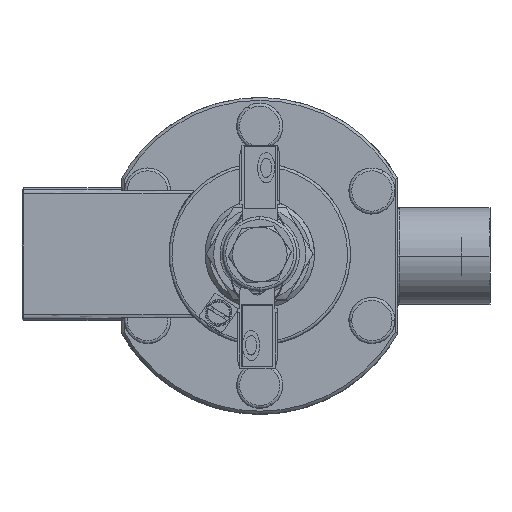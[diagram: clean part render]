
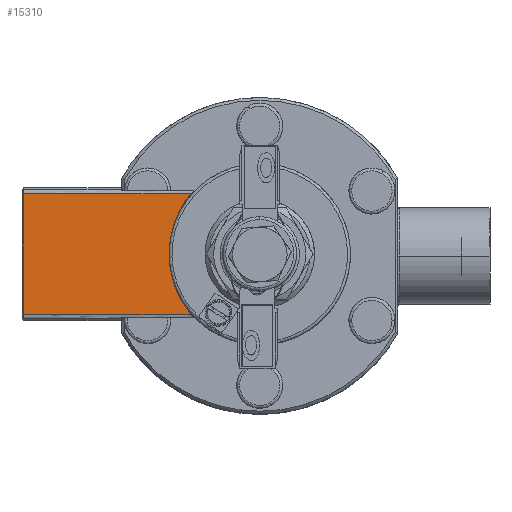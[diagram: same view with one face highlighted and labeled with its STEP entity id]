
A CAD part, top view. The second image highlights one B-rep face of the part: STEP entity #15310.
In plain terms, the highlighted free-form (B-spline) face has degree [1, 1] with [2, 2] control points.
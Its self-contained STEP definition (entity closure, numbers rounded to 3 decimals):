
#8200 = CARTESIAN_POINT ('', (-31.5, 0., 374.692));
#8201 = VERTEX_POINT ('', #8200);
#8281 = CARTESIAN_POINT ('', (-23.804, -21., 374.692));
#8282 = VERTEX_POINT ('', #8281);
#8283 = CARTESIAN_POINT ('', (-23.804, -21., 374.692));
#8284 = CARTESIAN_POINT ('', (-31.5, -11.91, 374.692));
#8285 = CARTESIAN_POINT ('', (-31.5, 0., 374.692));
#8286 = (
   BOUNDED_CURVE ()
   B_SPLINE_CURVE (2, (#8283, #8284, #8285), .UNSPECIFIED., .F., .U.)
   B_SPLINE_CURVE_WITH_KNOTS ((3, 3), (139.748, 180.), .UNSPECIFIED.)
   CURVE ()
   GEOMETRIC_REPRESENTATION_ITEM ()
   RATIONAL_B_SPLINE_CURVE ((1., 0.939, 1.))
   REPRESENTATION_ITEM ('')
);
#8287 = EDGE_CURVE ('', #8282, #8201, #8286, .T.);
#8608 = CARTESIAN_POINT ('', (-82.1, 21., 374.692));
#8609 = VERTEX_POINT ('', #8608);
#8616 = CARTESIAN_POINT ('', (-23.804, 21., 374.692));
#8617 = VERTEX_POINT ('', #8616);
#8618 = CARTESIAN_POINT ('', (-82.1, 21., 374.692));
#8619 = CARTESIAN_POINT ('', (-23.804, 21., 374.692));
#8620 = B_SPLINE_CURVE_WITH_KNOTS ('', 1, (#8618, #8619), .UNSPECIFIED., .F., .U., (2, 2), (0., 1.), .UNSPECIFIED.);
#8621 = EDGE_CURVE ('', #8609, #8617, #8620, .T.);
#14824 = CARTESIAN_POINT ('', (-82.1, -21., 374.692));
#14825 = VERTEX_POINT ('', #14824);
#14831 = CARTESIAN_POINT ('', (-82.1, -21., 374.692));
#14832 = CARTESIAN_POINT ('', (-82.1, 21., 374.692));
#14833 = B_SPLINE_CURVE_WITH_KNOTS ('', 1, (#14831, #14832), .UNSPECIFIED., .F., .U., (2, 2), (0., 1.), .UNSPECIFIED.);
#14834 = EDGE_CURVE ('', #14825, #8609, #14833, .T.);
#15277 = CARTESIAN_POINT ('', (-82.1, -21., 374.692));
#15278 = CARTESIAN_POINT ('', (-23.804, -21., 374.692));
#15279 = B_SPLINE_CURVE_WITH_KNOTS ('', 1, (#15277, #15278), .UNSPECIFIED., .F., .U., (2, 2), (0., 1.), .UNSPECIFIED.);
#15280 = EDGE_CURVE ('', #14825, #8282, #15279, .T.);
#15293 = ORIENTED_EDGE ('', *, *, #8287, .T.);
#15294 = CARTESIAN_POINT ('', (-31.5, 0., 374.692));
#15295 = CARTESIAN_POINT ('', (-31.5, 11.91, 374.692));
#15296 = CARTESIAN_POINT ('', (-23.804, 21., 374.692));
#15297 = (
   BOUNDED_CURVE ()
   B_SPLINE_CURVE (2, (#15294, #15295, #15296), .UNSPECIFIED., .F., .U.)
   B_SPLINE_CURVE_WITH_KNOTS ((3, 3), (180., 220.252), .UNSPECIFIED.)
   CURVE ()
   GEOMETRIC_REPRESENTATION_ITEM ()
   RATIONAL_B_SPLINE_CURVE ((1., 0.939, 1.))
   REPRESENTATION_ITEM ('')
);
#15298 = EDGE_CURVE ('', #8201, #8617, #15297, .T.);
#15299 = ORIENTED_EDGE ('', *, *, #15298, .T.);
#15300 = ORIENTED_EDGE ('', *, *, #8621, .F.);
#15301 = ORIENTED_EDGE ('', *, *, #14834, .F.);
#15302 = ORIENTED_EDGE ('', *, *, #15280, .T.);
#15303 = EDGE_LOOP ('', (#15293, #15299, #15300, #15301, #15302));
#15304 = FACE_OUTER_BOUND ('', #15303, .T.);
#15305 = CARTESIAN_POINT ('', (-23.804, 21., 374.692));
#15306 = CARTESIAN_POINT ('', (-23.804, -21., 374.692));
#15307 = CARTESIAN_POINT ('', (-82.1, 21., 374.692));
#15308 = CARTESIAN_POINT ('', (-82.1, -21., 374.692));
#15309 = B_SPLINE_SURFACE_WITH_KNOTS ('', 1, 1, ((#15305, #15306), (#15307, #15308)), .UNSPECIFIED., .F., .F., .U., (2, 2), (2, 2), (10.204, 68.5), (1., 43.), .UNSPECIFIED.);
#15310 = ADVANCED_FACE ('', (#15304), #15309, .T.);
